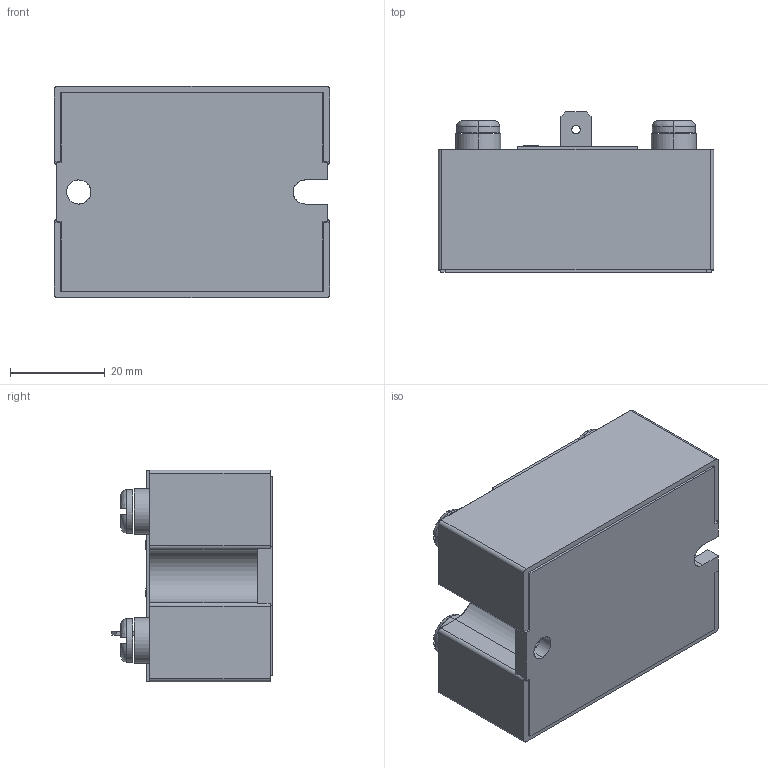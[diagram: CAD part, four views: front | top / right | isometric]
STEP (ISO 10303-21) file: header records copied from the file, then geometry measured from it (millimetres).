
FILE_DESCRIPTION (( 'STEP AP214' ), '1' );
FILE_NAME ('104603.STEP', '2016-12-12T20:46:42', ( '' ), ( '' ), 'SwSTEP 2.0', 'SolidWorks 2015', '' );
FILE_SCHEMA (( 'AUTOMOTIVE_DESIGN' ));
Length unit declared in the file: inch
Products named in the file (1): 104603
Bounding box: 58.04 x 33.88 x 44.58 mm (x, y, z)
Surface area: 15314.4 mm2 (no closed solid volume)
Topology: 0 solids, 227 shells, 268 faces, 1358 edges, 1317 vertices
Faces by surface type: plane 191, bspline 34, cylinder 31, cone 12
Entity records: 19022 total; most frequent: CARTESIAN_POINT 5724, DIRECTION 1668, ORIENTED_EDGE 1431, EDGE_CURVE 1358, VERTEX_POINT 1317, VECTOR 1018, LINE 1018, AXIS2_PLACEMENT_3D 325
